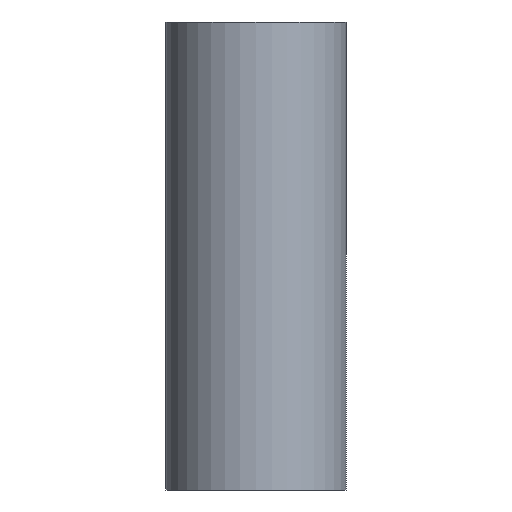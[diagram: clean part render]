
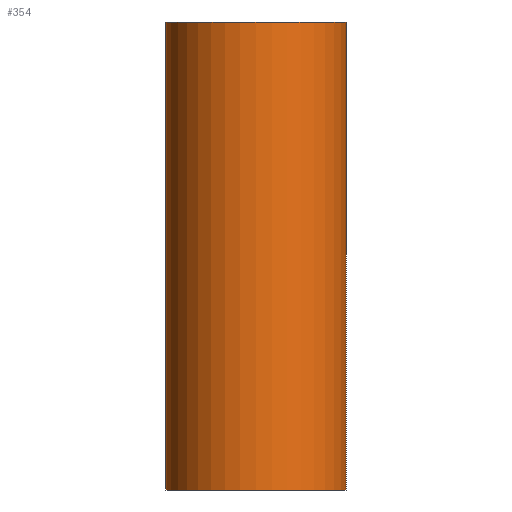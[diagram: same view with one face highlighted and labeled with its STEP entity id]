
A CAD part, left-side view. The second image highlights one B-rep face of the part: STEP entity #354.
In plain terms, the highlighted cylindrical face has radius 31.75 mm (diameter 63.5 mm), a full revolution.
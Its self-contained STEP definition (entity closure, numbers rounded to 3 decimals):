
#222=CARTESIAN_POINT('',(0.0,0.0,-165.0));
#223=DIRECTION('',(0.0,0.0,1.0));
#224=DIRECTION('',(-1.0,0.0,0.0));
#225=AXIS2_PLACEMENT_3D('',#222,#223,#224);
#226=CYLINDRICAL_SURFACE('',#225,31.75);
#227=CARTESIAN_POINT('',(31.75,0.,-165.0));
#228=VERTEX_POINT('',#227);
#229=CARTESIAN_POINT('',(0.0,0.0,-165.0));
#230=DIRECTION('',(0.0,0.0,-1.0));
#231=DIRECTION('',(-1.0,0.0,0.0));
#232=AXIS2_PLACEMENT_3D('',#229,#230,#231);
#233=CIRCLE('',#232,31.75);
#234=EDGE_CURVE('',#228,#228,#233,.T.);
#235=ORIENTED_EDGE('',*,*,#234,.F.);
#236=EDGE_LOOP('',(#235));
#237=FACE_OUTER_BOUND('',#236,.T.);
#238=CARTESIAN_POINT('',(0.,-31.75,0.));
#239=VERTEX_POINT('',#238);
#240=CARTESIAN_POINT('',(0.,31.75,0.));
#241=VERTEX_POINT('',#240);
#242=CARTESIAN_POINT('',(0.,-31.75,0.));
#243=CARTESIAN_POINT('',(0.,-31.75,-0.138));
#244=CARTESIAN_POINT('',(0.,-31.75,-0.277));
#245=CARTESIAN_POINT('',(0.001,-31.75,-0.415));
#246=CARTESIAN_POINT('',(0.018,-31.75,-7.196));
#247=CARTESIAN_POINT('',(0.452,-31.755,-13.652));
#248=CARTESIAN_POINT('',(1.182,-31.728,-19.751));
#249=CARTESIAN_POINT('',(1.93,-31.7,-25.999));
#250=CARTESIAN_POINT('',(2.988,-31.634,-31.873));
#251=CARTESIAN_POINT('',(4.225,-31.468,-37.34));
#252=CARTESIAN_POINT('',(4.599,-31.417,-38.992));
#253=CARTESIAN_POINT('',(4.989,-31.358,-40.607));
#254=CARTESIAN_POINT('',(5.392,-31.289,-42.183));
#255=CARTESIAN_POINT('',(5.698,-31.236,-43.38));
#256=CARTESIAN_POINT('',(6.012,-31.177,-44.557));
#257=CARTESIAN_POINT('',(6.335,-31.112,-45.723));
#258=CARTESIAN_POINT('',(8.883,-30.593,-54.916));
#259=CARTESIAN_POINT('',(11.958,-29.636,-63.262));
#260=CARTESIAN_POINT('',(15.158,-27.898,-70.727));
#261=CARTESIAN_POINT('',(15.611,-27.652,-71.783));
#262=CARTESIAN_POINT('',(16.068,-27.389,-72.824));
#263=CARTESIAN_POINT('',(16.524,-27.111,-73.843));
#264=CARTESIAN_POINT('',(17.905,-26.269,-76.93));
#265=CARTESIAN_POINT('',(19.256,-25.301,-79.757));
#266=CARTESIAN_POINT('',(20.544,-24.207,-82.339));
#267=CARTESIAN_POINT('',(21.148,-23.695,-83.549));
#268=CARTESIAN_POINT('',(21.739,-23.155,-84.705));
#269=CARTESIAN_POINT('',(22.312,-22.588,-85.809));
#270=CARTESIAN_POINT('',(22.761,-22.145,-86.672));
#271=CARTESIAN_POINT('',(23.2,-21.685,-87.502));
#272=CARTESIAN_POINT('',(23.628,-21.208,-88.302));
#273=CARTESIAN_POINT('',(23.901,-20.904,-88.812));
#274=CARTESIAN_POINT('',(24.17,-20.593,-89.31));
#275=CARTESIAN_POINT('',(24.439,-20.268,-89.805));
#276=CARTESIAN_POINT('',(25.44,-19.061,-91.644));
#277=CARTESIAN_POINT('',(26.429,-17.687,-93.403));
#278=CARTESIAN_POINT('',(27.348,-16.129,-94.999));
#279=CARTESIAN_POINT('',(27.636,-15.64,-95.5));
#280=CARTESIAN_POINT('',(27.918,-15.133,-95.985));
#281=CARTESIAN_POINT('',(28.191,-14.606,-96.452));
#282=CARTESIAN_POINT('',(28.432,-14.141,-96.864));
#283=CARTESIAN_POINT('',(28.663,-13.667,-97.257));
#284=CARTESIAN_POINT('',(28.881,-13.188,-97.626));
#285=CARTESIAN_POINT('',(29.699,-11.398,-99.007));
#286=CARTESIAN_POINT('',(30.349,-9.533,-100.079));
#287=CARTESIAN_POINT('',(30.822,-7.621,-100.852));
#288=CARTESIAN_POINT('',(31.021,-6.814,-101.179));
#289=CARTESIAN_POINT('',(31.189,-6.,-101.452));
#290=CARTESIAN_POINT('',(31.327,-5.167,-101.675));
#291=CARTESIAN_POINT('',(31.503,-4.096,-101.962));
#292=CARTESIAN_POINT('',(31.628,-3.,-102.162));
#293=CARTESIAN_POINT('',(31.694,-1.883,-102.27));
#294=CARTESIAN_POINT('',(31.738,-1.14,-102.341));
#295=CARTESIAN_POINT('',(31.756,-0.387,-102.37));
#296=CARTESIAN_POINT('',(31.748,0.359,-102.356));
#297=CARTESIAN_POINT('',(31.736,1.427,-102.337));
#298=CARTESIAN_POINT('',(31.67,2.489,-102.231));
#299=CARTESIAN_POINT('',(31.552,3.537,-102.041));
#300=CARTESIAN_POINT('',(31.466,4.305,-101.901));
#301=CARTESIAN_POINT('',(31.352,5.064,-101.717));
#302=CARTESIAN_POINT('',(31.215,5.803,-101.494));
#303=CARTESIAN_POINT('',(30.948,7.24,-101.06));
#304=CARTESIAN_POINT('',(30.591,8.609,-100.476));
#305=CARTESIAN_POINT('',(30.166,9.903,-99.774));
#306=CARTESIAN_POINT('',(29.969,10.504,-99.448));
#307=CARTESIAN_POINT('',(29.757,11.088,-99.096));
#308=CARTESIAN_POINT('',(29.528,11.669,-98.713));
#309=CARTESIAN_POINT('',(28.581,14.064,-97.13));
#310=CARTESIAN_POINT('',(27.342,16.342,-95.026));
#311=CARTESIAN_POINT('',(25.853,18.43,-92.367));
#312=CARTESIAN_POINT('',(25.188,19.363,-91.179));
#313=CARTESIAN_POINT('',(24.477,20.253,-89.886));
#314=CARTESIAN_POINT('',(23.729,21.095,-88.49));
#315=CARTESIAN_POINT('',(22.608,22.356,-86.4));
#316=CARTESIAN_POINT('',(21.401,23.511,-84.077));
#317=CARTESIAN_POINT('',(20.133,24.55,-81.51));
#318=CARTESIAN_POINT('',(19.507,25.063,-80.244));
#319=CARTESIAN_POINT('',(18.867,25.549,-78.918));
#320=CARTESIAN_POINT('',(18.215,26.005,-77.531));
#321=CARTESIAN_POINT('',(17.701,26.366,-76.435));
#322=CARTESIAN_POINT('',(17.178,26.709,-75.3));
#323=CARTESIAN_POINT('',(16.659,27.029,-74.144));
#324=CARTESIAN_POINT('',(14.623,28.283,-69.615));
#325=CARTESIAN_POINT('',(12.603,29.211,-64.705));
#326=CARTESIAN_POINT('',(10.704,29.891,-59.435));
#327=CARTESIAN_POINT('',(9.241,30.415,-55.371));
#328=CARTESIAN_POINT('',(7.849,30.792,-51.092));
#329=CARTESIAN_POINT('',(6.583,31.06,-46.607));
#330=CARTESIAN_POINT('',(6.194,31.143,-45.231));
#331=CARTESIAN_POINT('',(5.817,31.215,-43.837));
#332=CARTESIAN_POINT('',(5.453,31.278,-42.42));
#333=CARTESIAN_POINT('',(3.641,31.594,-35.372));
#334=CARTESIAN_POINT('',(2.082,31.697,-27.558));
#335=CARTESIAN_POINT('',(1.101,31.731,-19.059));
#336=CARTESIAN_POINT('',(0.42,31.755,-13.164));
#337=CARTESIAN_POINT('',(0.017,31.75,-6.94));
#338=CARTESIAN_POINT('',(0.001,31.75,-0.415));
#339=CARTESIAN_POINT('',(0.,31.75,-0.277));
#340=CARTESIAN_POINT('',(0.,31.75,-0.138));
#341=CARTESIAN_POINT('',(0.,31.75,0.));
#342=B_SPLINE_CURVE_WITH_KNOTS('',3,(#242,#243,#244,#245,#246,#247,#248,#249,#250,#251,#252,#253,#254,#255,#256,#257,#258,#259,#260,#261,#262,#263,#264,#265,#266,#267,#268,#269,#270,#271,#272,#273,#274,#275,#276,#277,#278,#279,#280,#281,#282,#283,#284,#285,#286,#287,#288,#289,#290,#291,#292,#293,#294,#295,#296,#297,#298,#299,#300,#301,#302,#303,#304,#305,#306,#307,#308,#309,#310,#311,#312,#313,#314,#315,#316,#317,#318,#319,#320,#321,#322,#323,#324,#325,#326,#327,#328,#329,#330,#331,#332,#333,#334,#335,#336,#337,#338,#339,#340,#341),.UNSPECIFIED.,.F.,.U.,(4,3,3,3,3,3,3,3,3,3,3,3,3,3,3,3,3,3,3,3,3,3,3,3,3,3,3,3,3,3,3,3,3,4),(-40.368,-40.321,-38.002,-35.627,-34.91,-34.365,-30.069,-29.461,-27.62,-26.757,-26.082,-25.65,-24.047,-23.544,-23.099,-21.436,-20.734,-19.832,-19.232,-18.372,-17.743,-16.519,-15.95,-13.603,-12.554,-10.985,-10.21,-9.598,-7.199,-5.348,-4.78,-1.958,0.0,0.041),.UNSPECIFIED.);
#343=EDGE_CURVE('',#239,#241,#342,.T.);
#344=ORIENTED_EDGE('',*,*,#343,.F.);
#345=CARTESIAN_POINT('',(0.0,0.0,0.0));
#346=DIRECTION('',(0.0,0.0,-1.0));
#347=DIRECTION('',(-1.0,0.0,0.0));
#348=AXIS2_PLACEMENT_3D('',#345,#346,#347);
#349=CIRCLE('',#348,31.75);
#350=EDGE_CURVE('',#239,#241,#349,.T.);
#351=ORIENTED_EDGE('',*,*,#350,.T.);
#352=EDGE_LOOP('',(#344,#351));
#353=FACE_BOUND('',#352,.T.);
#354=ADVANCED_FACE('',(#237,#353),#226,.T.);
